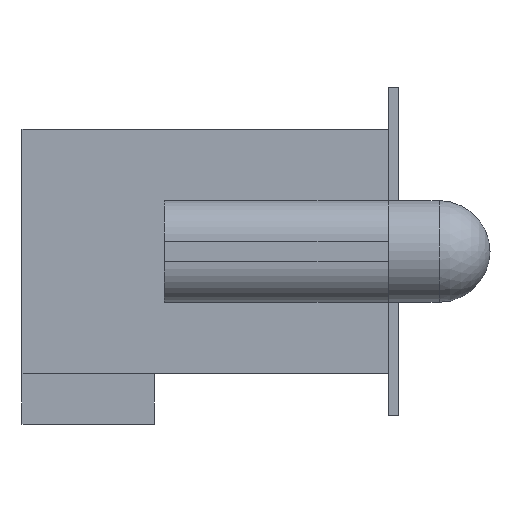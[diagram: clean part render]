
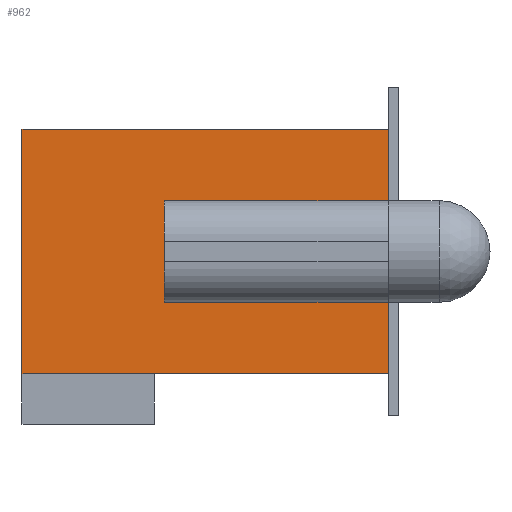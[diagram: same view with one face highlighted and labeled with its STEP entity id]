
A CAD part, left-side view. The second image highlights one B-rep face of the part: STEP entity #962.
In plain terms, the highlighted planar face has unit normal (-1, 0, 0).
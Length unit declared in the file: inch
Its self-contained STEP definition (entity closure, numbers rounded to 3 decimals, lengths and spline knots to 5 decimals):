
#962 = ADVANCED_FACE( '', ( #1970 ), #1971, .T. );
#1970 = FACE_OUTER_BOUND( '', #2988, .T. );
#1971 = PLANE( '', #2989 );
#2988 = EDGE_LOOP( '', ( #5728, #5729, #5730, #5731, #5732, #5733, #5734, #5735 ) );
#2989 = AXIS2_PLACEMENT_3D( '', #5736, #5737, #5738 );
#5728 = ORIENTED_EDGE( '', *, *, #6797, .F. );
#5729 = ORIENTED_EDGE( '', *, *, #6112, .F. );
#5730 = ORIENTED_EDGE( '', *, *, #6590, .T. );
#5731 = ORIENTED_EDGE( '', *, *, #6401, .T. );
#5732 = ORIENTED_EDGE( '', *, *, #6819, .F. );
#5733 = ORIENTED_EDGE( '', *, *, #7107, .F. );
#5734 = ORIENTED_EDGE( '', *, *, #6592, .T. );
#5735 = ORIENTED_EDGE( '', *, *, #6060, .T. );
#5736 = CARTESIAN_POINT( '', ( -0.2575, 0., -0.06 ) );
#5737 = DIRECTION( '', ( -1., 0., 0. ) );
#5738 = DIRECTION( '', ( 0., 0., 1. ) );
#6060 = EDGE_CURVE( '', #7247, #7245, #7248, .T. );
#6112 = EDGE_CURVE( '', #7339, #7341, #7342, .T. );
#6401 = EDGE_CURVE( '', #7855, #7853, #7856, .T. );
#6590 = EDGE_CURVE( '', #7339, #7855, #8136, .T. );
#6592 = EDGE_CURVE( '', #8138, #7247, #8139, .T. );
#6797 = EDGE_CURVE( '', #7341, #7245, #8430, .T. );
#6819 = EDGE_CURVE( '', #8457, #7853, #8460, .T. );
#7107 = EDGE_CURVE( '', #8138, #8457, #8789, .T. );
#7245 = VERTEX_POINT( '', #8968 );
#7247 = VERTEX_POINT( '', #8971 );
#7248 = LINE( '', #8972, #8973 );
#7339 = VERTEX_POINT( '', #9099 );
#7341 = VERTEX_POINT( '', #9102 );
#7342 = LINE( '', #9103, #9104 );
#7853 = VERTEX_POINT( '', #9841 );
#7855 = VERTEX_POINT( '', #9844 );
#7856 = LINE( '', #9845, #9846 );
#8136 = LINE( '', #10249, #10250 );
#8138 = VERTEX_POINT( '', #10253 );
#8139 = LINE( '', #10254, #10255 );
#8430 = LINE( '', #10689, #10690 );
#8457 = VERTEX_POINT( '', #10730 );
#8460 = LINE( '', #10734, #10735 );
#8789 = LINE( '', #11187, #11188 );
#8968 = CARTESIAN_POINT( '', ( -0.2575, 0.18, 0.06 ) );
#8971 = CARTESIAN_POINT( '', ( -0.2575, 0., 0.06 ) );
#8972 = CARTESIAN_POINT( '', ( -0.2575, 0., 0.06 ) );
#8973 = VECTOR( '', #11284, 39.37008 );
#9099 = CARTESIAN_POINT( '', ( -0.2575, 0., -0.06 ) );
#9102 = CARTESIAN_POINT( '', ( -0.2575, 0.18, -0.06 ) );
#9103 = CARTESIAN_POINT( '', ( -0.2575, 0., -0.06 ) );
#9104 = VECTOR( '', #11339, 39.37008 );
#9841 = CARTESIAN_POINT( '', ( -0.2575, 0.11, -0.025 ) );
#9844 = CARTESIAN_POINT( '', ( -0.2575, 0., -0.025 ) );
#9845 = CARTESIAN_POINT( '', ( -0.2575, 0., -0.025 ) );
#9846 = VECTOR( '', #11627, 39.37008 );
#10249 = CARTESIAN_POINT( '', ( -0.2575, 0., -0.06 ) );
#10250 = VECTOR( '', #11802, 39.37008 );
#10253 = CARTESIAN_POINT( '', ( -0.2575, 0., 0.025 ) );
#10254 = CARTESIAN_POINT( '', ( -0.2575, 0., 0.025 ) );
#10255 = VECTOR( '', #11804, 39.37008 );
#10689 = CARTESIAN_POINT( '', ( -0.2575, 0.18, -0.06 ) );
#10690 = VECTOR( '', #12002, 39.37008 );
#10730 = CARTESIAN_POINT( '', ( -0.2575, 0.11, 0.025 ) );
#10734 = CARTESIAN_POINT( '', ( -0.2575, 0.11, 0.12 ) );
#10735 = VECTOR( '', #12023, 39.37008 );
#11187 = CARTESIAN_POINT( '', ( -0.2575, 0., 0.025 ) );
#11188 = VECTOR( '', #12234, 39.37008 );
#11284 = DIRECTION( '', ( 0., 1., 0. ) );
#11339 = DIRECTION( '', ( 0., 1., 0. ) );
#11627 = DIRECTION( '', ( 0., 1., 0. ) );
#11802 = DIRECTION( '', ( 0., 0., 1. ) );
#11804 = DIRECTION( '', ( 0., 0., 1. ) );
#12002 = DIRECTION( '', ( 0., 0., 1. ) );
#12023 = DIRECTION( '', ( 0., 0., -1. ) );
#12234 = DIRECTION( '', ( 0., 1., 0. ) );
